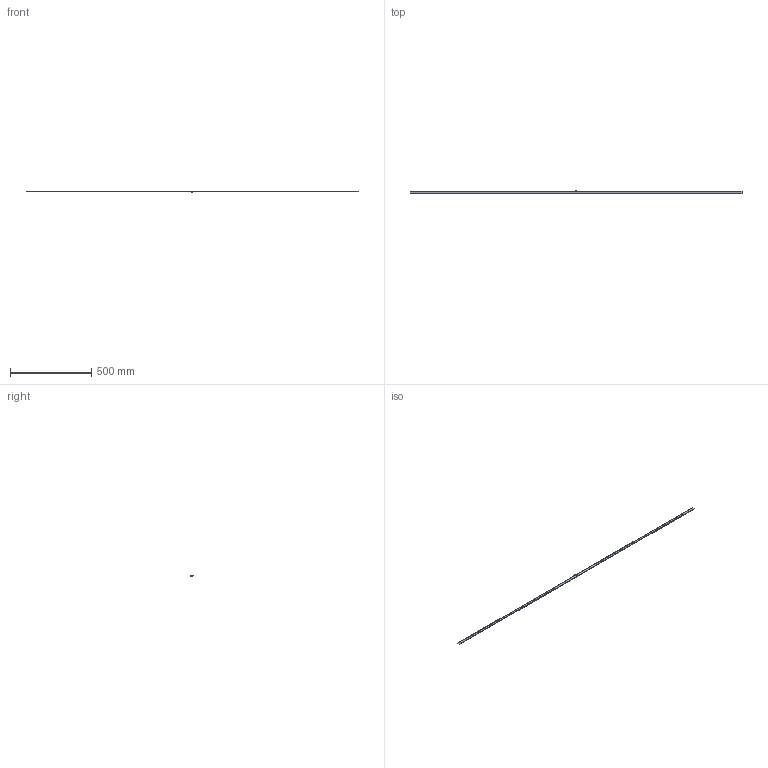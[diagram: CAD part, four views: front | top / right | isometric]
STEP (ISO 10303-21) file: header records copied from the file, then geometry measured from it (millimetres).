
FILE_DESCRIPTION((''),'2;1');
FILE_NAME('1236261-01-Z01','2021-05-05T15:05:49',('AT10150'),(''),'CREO PARAMETRIC BY PTC INC, 2019164','CREO PARAMETRIC BY PTC INC, 2019164','');
FILE_SCHEMA(('AUTOMOTIVE_DESIGN { 1 0 10303 214 1 1 1 1 }'));
Length unit declared in the file: millimetre
Products named in the file (1): 1236261-01-Z01
Bounding box: 2045 x 22.5 x 6.9 mm (x, y, z)
Volume: 70399.2 mm3; surface area: 81663.4 mm2
Topology: 1 solids, 1 shells, 178 faces, 940 edges, 850 vertices
Faces by surface type: plane 114, cylinder 60, cone 4
Entity records: 11451 total; most frequent: CARTESIAN_POINT 1461, DIRECTION 1426, ORIENTED_EDGE 1028, PRESENTATION_STYLE_ASSIGNMENT 941, STYLED_ITEM 941, CURVE_STYLE 940, VECTOR 812, LINE 812
